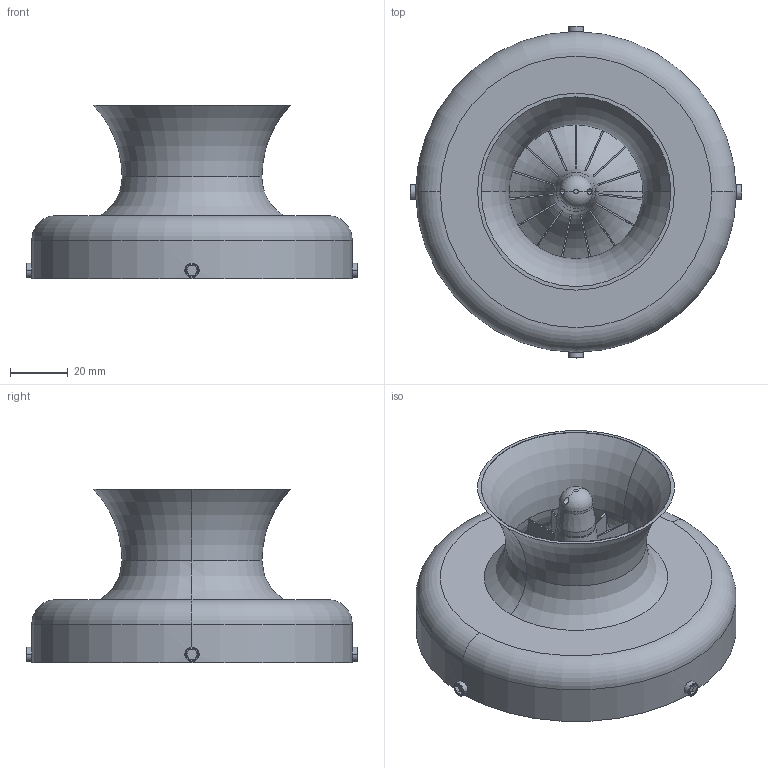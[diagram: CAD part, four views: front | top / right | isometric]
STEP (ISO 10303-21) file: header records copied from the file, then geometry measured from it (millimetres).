
FILE_DESCRIPTION (( 'STEP AP214' ), '1' );
FILE_NAME ('compressor_simplified.STEP', '2025-08-28T17:23:33', ( '' ), ( '' ), 'SwSTEP 2.0', 'SolidWorks 2024', '' );
FILE_SCHEMA (( 'AUTOMOTIVE_DESIGN' ));
Length unit declared in the file: millimetre
Products named in the file (10): Compressor ring; compressor_simplified; Diffuser; Face Cover; Bolt 2; Bolt 3; Impeller; Compressor Nut; Bolt; BallBearing
Assembly tree (14 placements, depth 2):
  compressor_simplified
    BallBearing
    Compressor ring
    Impeller
    Compressor Nut
    Face Cover
    Bolt 2  x4
    Diffuser
    Bolt 3  x4
  Bolt
Bounding box: 115.4 x 115.4 x 60.47 mm (x, y, z)
Volume: 85889.8 mm3; surface area: 94103.9 mm2
Topology: 14 solids, 14 shells, 973 faces, 2602 edges, 1654 vertices
Faces by surface type: cylinder 511, plane 325, torus 61, cone 48, bspline 16, sphere 12
Entity records: 30510 total; most frequent: CARTESIAN_POINT 11488, ORIENTED_EDGE 4186, DIRECTION 3631, EDGE_CURVE 2093, AXIS2_PLACEMENT_3D 1397, VERTEX_POINT 1336, VECTOR 837, LINE 837
